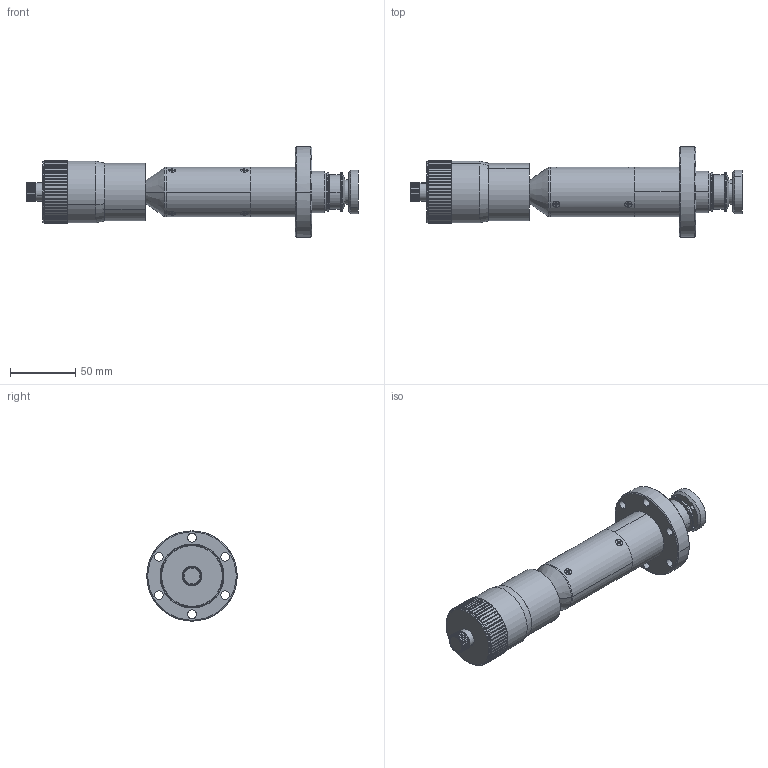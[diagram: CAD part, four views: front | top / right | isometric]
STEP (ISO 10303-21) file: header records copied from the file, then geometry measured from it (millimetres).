
FILE_DESCRIPTION (( 'STEP AP214' ), '1' );
FILE_NAME ('QN110243-01, FLMM-275-50-25_M5_LM.STEP', '2018-03-06T22:46:12', ( '' ), ( '' ), 'SwSTEP 2.0', 'SolidWorks 2010', '' );
FILE_SCHEMA (( 'AUTOMOTIVE_DESIGN' ));
Length unit declared in the file: inch
Products named in the file (1): QN110243-01, FLMM-275-50-25_M5_LM
Bounding box: 254.72 x 69.34 x 69.34 mm (x, y, z)
Surface area: 49962.4 mm2 (no closed solid volume)
Topology: 0 solids, 21 shells, 713 faces, 2015 edges, 1305 vertices
Faces by surface type: plane 369, cylinder 232, cone 74, torus 38
Entity records: 32991 total; most frequent: CARTESIAN_POINT 5612, ORIENTED_EDGE 3747, DIRECTION 3648, EDGE_CURVE 2003, VERTEX_POINT 1305, VECTOR 1226, LINE 1226, AXIS2_PLACEMENT_3D 1211
